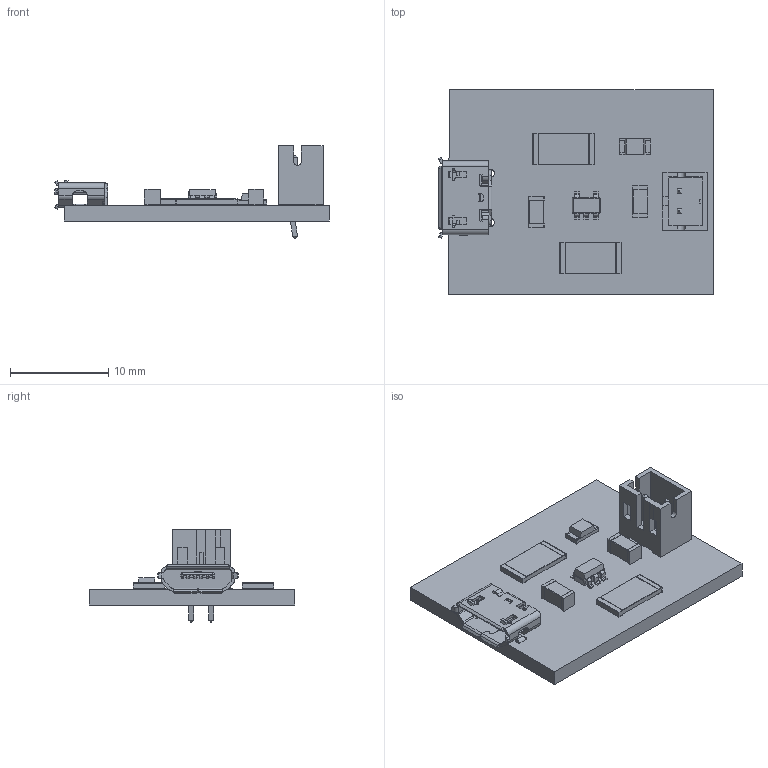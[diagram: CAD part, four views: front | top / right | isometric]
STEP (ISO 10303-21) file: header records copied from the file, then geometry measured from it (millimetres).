
FILE_DESCRIPTION(('KiCad electronic assembly'),'2;1');
FILE_NAME('charger.step','2021-11-30T20:21:51',('An Author'),( 'A Company'),'Open CASCADE STEP processor 6.9', 'KiCad to STEP converter','Unknown');
FILE_SCHEMA(('AUTOMOTIVE_DESIGN { 1 0 10303 214 1 1 1 1 }'));
Length unit declared in the file: millimetre
Products named in the file (14): Open CASCADE STEP translator 6.9 1; SOT-23-5; SOLID; R_2512_6332Metric; JST_PH_B2B-PH-K_1x02_P2.00mm_Vertical; 1050170001; COMPOUND; LED_1206_3216Metric; C_1206_3216Metric
Assembly tree (15 placements, depth 3):
  Open CASCADE STEP translator 6.9 1
    SOT-23-5
      SOLID
    R_2512_6332Metric  x2
      SOLID
    JST_PH_B2B-PH-K_1x02_P2.00mm_Vertical
      SOLID
    1050170001
      COMPOUND
    LED_1206_3216Metric
      SOLID
    C_1206_3216Metric  x2
      SOLID
    COMPOUND
Bounding box: 27.88 x 20.89 x 9.4 mm (x, y, z)
Volume: 1067.3 mm3; surface area: 2023.6 mm2
Topology: 9 solids, 9 shells, 806 faces, 2370 edges, 1644 vertices
Faces by surface type: plane 569, cylinder 204, bspline 29, sphere 4
Full cylindrical faces by diameter (mm): 0.75 x2, 0.85 x2
Entity records: 55873 total; most frequent: CARTESIAN_POINT 10170, DIRECTION 8143, LINE 5641, VECTOR 5641, ORIENTED_EDGE 4300, PCURVE 4300, DEFINITIONAL_REPRESENTATION 4300, EDGE_CURVE 2150
